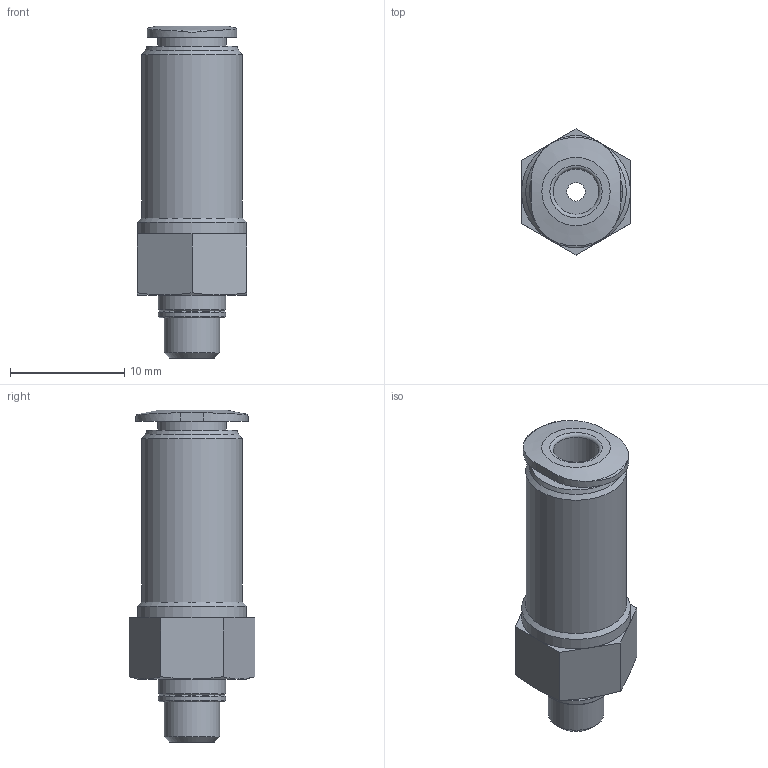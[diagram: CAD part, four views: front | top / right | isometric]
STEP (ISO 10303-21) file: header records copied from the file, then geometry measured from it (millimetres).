
FILE_DESCRIPTION(/* description */ ('STEP AP214'),/* implementation_level */ '2;1');
FILE_NAME(/* name */ '190704_QSMK-10-32-UNF-5_32-U',/* time_stamp */ '2024-09-14T12:26:34+02:00',/* author */ ('License CC BY-ND 4.0'),/* organization */ ('CADENAS'),/* preprocessor_version */ 'ST-DEVELOPER v19.3',/* originating_system */ 'PARTsolutions',/* authorisation */ ' ');
FILE_SCHEMA (('AUTOMOTIVE_DESIGN {1 0 10303 214 3 1 1}'));
Length unit declared in the file: millimetre
Products named in the file (1): 190704 QSMK-10-32-UNF-5/32-U
Bounding box: 9.53 x 11 x 29 mm (x, y, z)
Volume: 1392.3 mm3; surface area: 1231.6 mm2
Topology: 1 solids, 1 shells, 51 faces, 108 edges, 65 vertices
Faces by surface type: plane 22, cone 15, cylinder 11, torus 3
Full cylindrical faces by diameter (mm): 1.609 x1, 2.343 x1, 3.969 x1, 4.826 x1, 5.867 x2, 5.969 x1, 8.8 x1, 9.525 x1
Entity records: 1298 total; most frequent: CARTESIAN_POINT 268, DIRECTION 210, ORIENTED_EDGE 174, AXIS2_PLACEMENT_3D 93, EDGE_CURVE 87, EDGE_LOOP 78, FACE_BOUND 78, VERTEX_POINT 63
